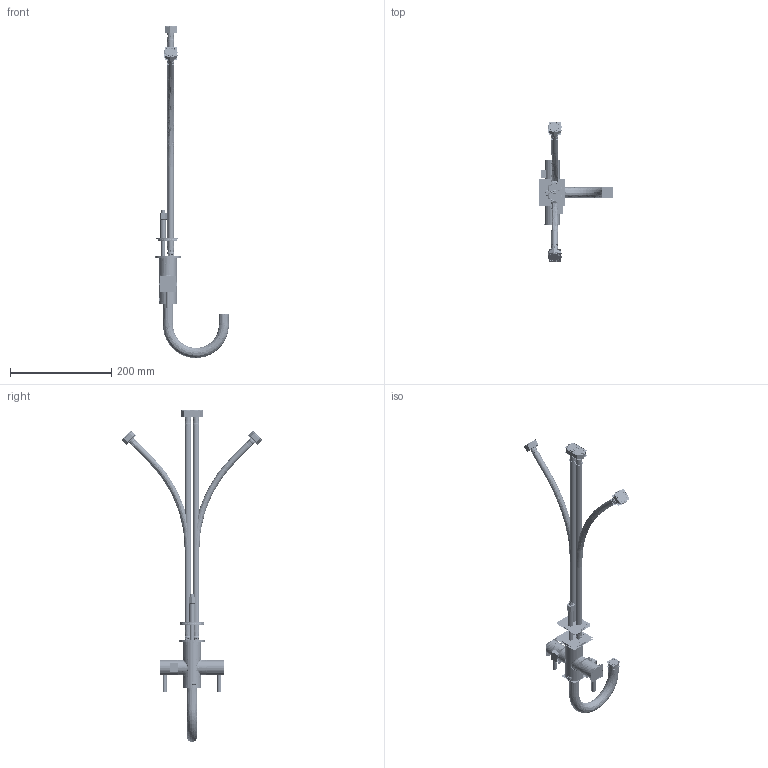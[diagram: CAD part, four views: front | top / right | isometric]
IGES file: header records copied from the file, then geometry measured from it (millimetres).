
Start section:  PTC IGES file: PRO118DNC.igs
Global section: file name: PRO118DNC.igs; native system: Pro/ENGINEER by Parametric Technology Corporation; preprocessor: 2009360; author: user152; organization: Unknown; date: 20200311.095551; units: millimetre
Bounding box: 146.42 x 278.51 x 656.59 mm (x, y, z)
Volume: 254995.9 mm3; surface area: 1861669.4 mm2
Topology: 35 solids, 74 shells, 5074 faces, 26670 edges, 34324 vertices
Faces by surface type: revolution 2716, bspline 2358
